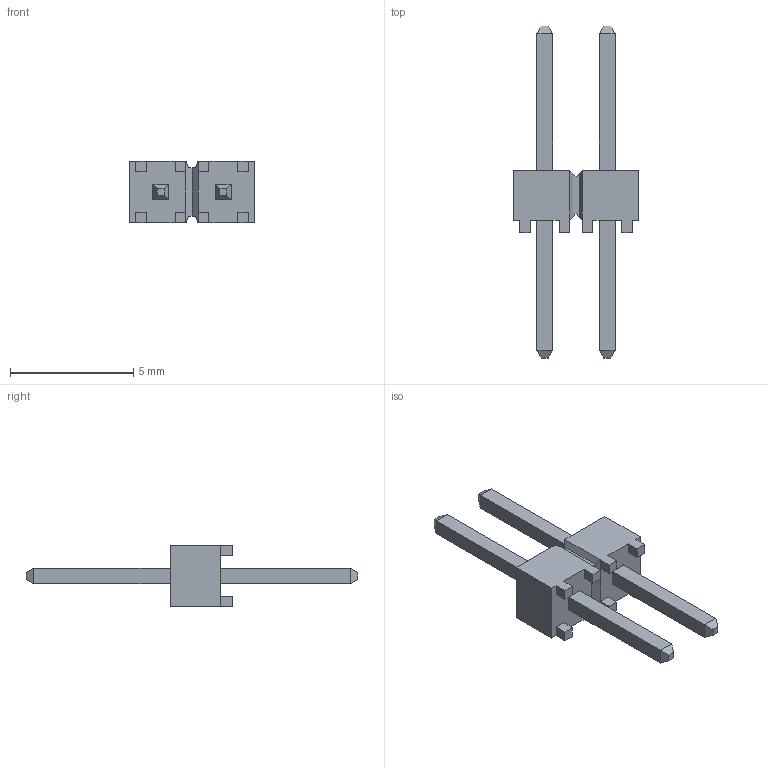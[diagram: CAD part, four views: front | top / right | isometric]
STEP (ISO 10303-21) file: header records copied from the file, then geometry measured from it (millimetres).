
FILE_DESCRIPTION(/* description */ ('STEP AP214'),/* implementation_level */ '2;1');
FILE_NAME(/* name */ 'HTSW-102-08-L-S',/* time_stamp */ '2022-10-14T16:49:02+02:00',/* author */ ('License CC BY-ND 4.0'),/* organization */ ('CADENAS'),/* preprocessor_version */ 'ST-DEVELOPER v18.102',/* originating_system */ 'PARTsolutions',/* authorisation */ ' ');
FILE_SCHEMA (('AUTOMOTIVE_DESIGN {1 0 10303 214 3 1 1}'));
Length unit declared in the file: inch
Products named in the file (3): HTSW-102-08-L-S; T-1S6-08-HTSW-1--08-2-S; HTSW-102-08-L-S_body
Assembly tree (2 placements, depth 2):
  HTSW-102-08-L-S
    T-1S6-08-HTSW-1--08-2-S
    HTSW-102-08-L-S_body
Bounding box: 5.08 x 13.46 x 2.49 mm (x, y, z)
Volume: 35.1 mm3; surface area: 146 mm2
Topology: 2 solids, 2 shells, 106 faces, 270 edges, 172 vertices
Faces by surface type: plane 106
Entity records: 3188 total; most frequent: CARTESIAN_POINT 551, ORIENTED_EDGE 540, DIRECTION 488, EDGE_CURVE 270, LINE 270, VECTOR 270, VERTEX_POINT 172, EDGE_LOOP 114
